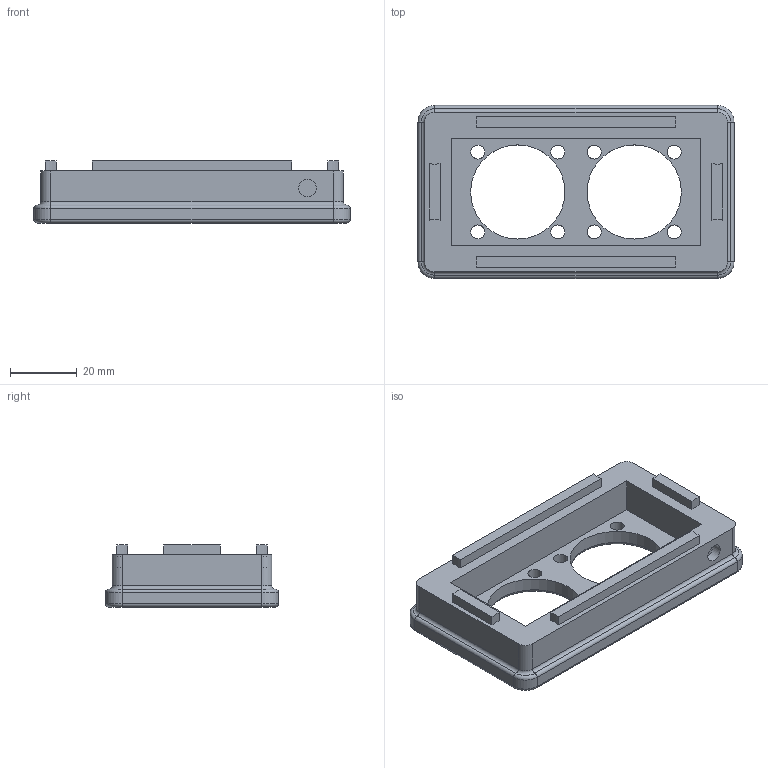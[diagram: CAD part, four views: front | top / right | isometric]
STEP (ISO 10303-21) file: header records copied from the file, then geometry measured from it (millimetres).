
FILE_DESCRIPTION(/* description */ ('STEP AP242','CAx-IF Rec.Pracs.---Representation and Presentation of Product Manufacturing Information (PMI)---4.0---2014-10-13','CAx-IF Rec.Pracs.---3D Tessellated Geometry---0.4---2014-09-14','2;1'),/* implementation_level */ '2;1');
FILE_NAME(/* name */ '687161798a143a5e0a53d84c',/* time_stamp */ '2025-07-11T19:09:45Z',/* author */ (''),/* organization */ (''),/* preprocessor_version */ 'ST-DEVELOPER v20',/* originating_system */ 'ONSHAPE BY PTC INC, 1.200',/* authorisation */ ' ');
FILE_SCHEMA (('AP242_MANAGED_MODEL_BASED_3D_ENGINEERING_MIM_LF { 1 0 10303 442 1 1 4 }'));
Length unit declared in the file: metre
Products named in the file (1): FanCase
Bounding box: 95 x 52 x 18.64 mm (x, y, z)
Volume: 39867.3 mm3; surface area: 16137.9 mm2
Topology: 1 solids, 5 shells, 93 faces, 221 edges, 136 vertices
Faces by surface type: cylinder 43, plane 36, torus 14
Full cylindrical faces by diameter (mm): 4.2 x8, 5.3 x5, 28.3 x2
Entity records: 2580 total; most frequent: DIRECTION 476, CARTESIAN_POINT 446, ORIENTED_EDGE 388, AXIS2_PLACEMENT_3D 196, EDGE_CURVE 194, EDGE_LOOP 128, FACE_BOUND 128, VERTEX_POINT 126
